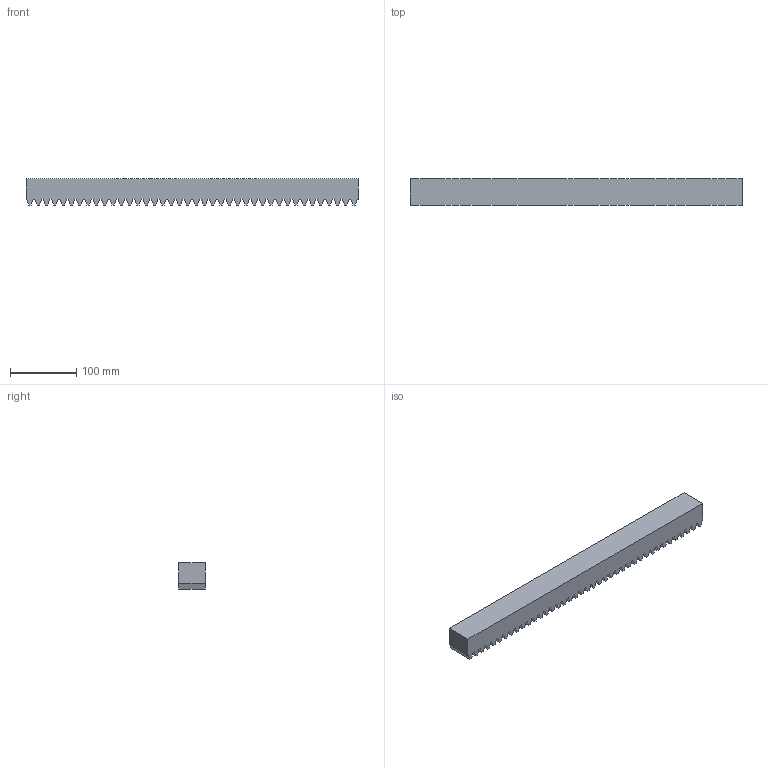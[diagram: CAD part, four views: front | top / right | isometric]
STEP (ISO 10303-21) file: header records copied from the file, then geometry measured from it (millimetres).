
FILE_DESCRIPTION(('STEP AP214'),'1');
FILE_NAME('146-040-005.stp','2017-10-09T07:40:42',('TraceParts'),('TraceParts S.A.'),'Spatial InterOp 3D',' ',' ');
FILE_SCHEMA(('automotive_design'));
Length unit declared in the file: millimetre
Products named in the file (1): 146-040-005
Bounding box: 501.92 x 40 x 39.7 mm (x, y, z)
Volume: 712079.4 mm3; surface area: 98379.7 mm2
Topology: 1 solids, 1 shells, 166 faces, 492 edges, 328 vertices
Faces by surface type: plane 166
Entity records: 6789 total; most frequent: CARTESIAN_POINT 987, ORIENTED_EDGE 984, DIRECTION 826, EDGE_CURVE 492, LINE 492, VECTOR 492, VERTEX_POINT 328, STYLED_ITEM 167
